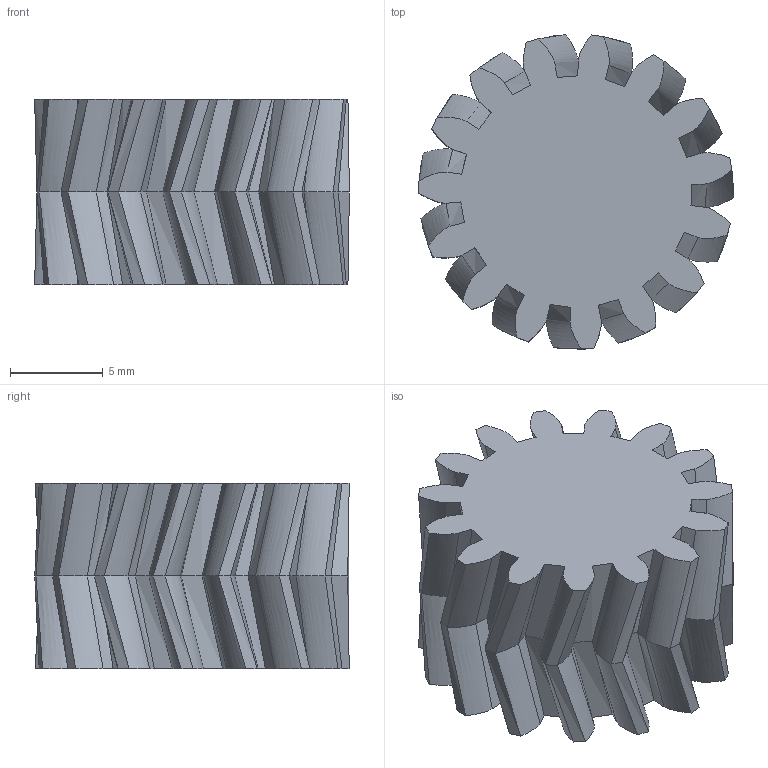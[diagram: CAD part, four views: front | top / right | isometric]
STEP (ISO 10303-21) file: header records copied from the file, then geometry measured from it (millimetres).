
FILE_DESCRIPTION(('FreeCAD Model'),'2;1');
FILE_NAME('Open CASCADE Shape Model','2024-11-16T21:47:02',('Author'),( ''),'Open CASCADE STEP processor 7.6','FreeCAD','Unknown');
FILE_SCHEMA(('AUTOMOTIVE_DESIGN { 1 0 10303 214 1 1 1 1 }'));
Length unit declared in the file: millimetre
Products named in the file (1): InvoluteGear001
Bounding box: 16.99 x 16.98 x 10 mm (x, y, z)
Volume: 1702.9 mm3; surface area: 1348.8 mm2
Topology: 1 solids, 1 shells, 182 faces, 450 edges, 270 vertices
Faces by surface type: bspline 180, plane 2
Entity records: 15886 total; most frequent: CARTESIAN_POINT 13053, ORIENTED_EDGE 900, EDGE_CURVE 450, B_SPLINE_CURVE_WITH_KNOTS 450, VERTEX_POINT 270, ADVANCED_FACE 182, FACE_BOUND 182, EDGE_LOOP 182
